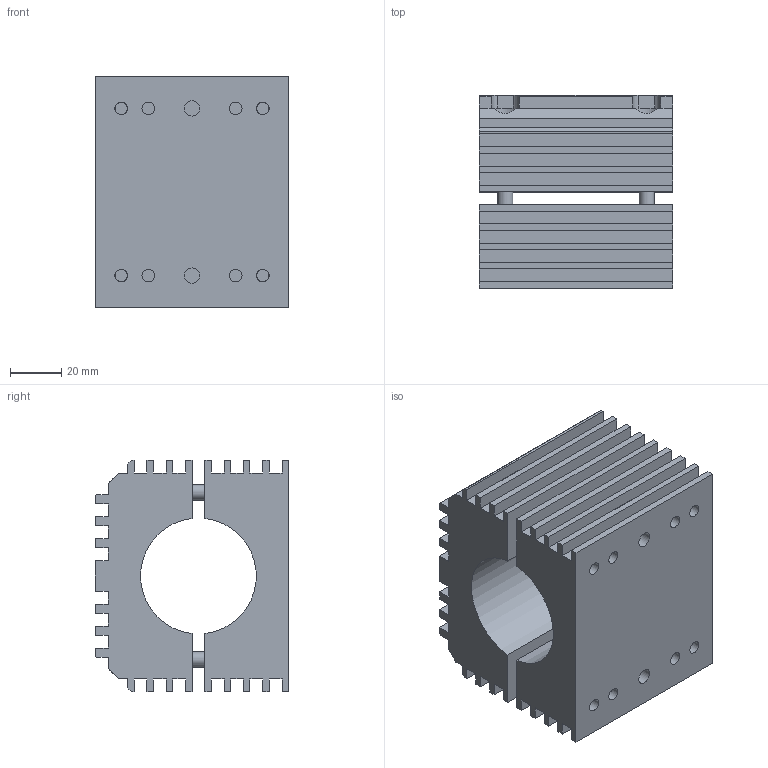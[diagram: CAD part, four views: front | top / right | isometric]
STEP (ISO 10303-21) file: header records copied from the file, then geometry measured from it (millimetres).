
FILE_DESCRIPTION(/* description */ ('Fußflansch Ø45'),/* implementation_level */ '2;1');
FILE_NAME(/* name */ '60082555_Fuflansch 45.stp',/* time_stamp */ '2026-01-30T13:34:27+01:00',/* author */ ('DSteinicke'),/* organization */ (''),/* preprocessor_version */ 'ST-DEVELOPER v20',/* originating_system */ 'Autodesk Inventor 2024',/* authorisation */ '');
FILE_SCHEMA (('AUTOMOTIVE_DESIGN { 1 0 10303 214 3 1 1 }'));
Length unit declared in the file: millimetre
Products named in the file (1): 60082555
Bounding box: 75 x 75 x 90 mm (x, y, z)
Volume: 304158.7 mm3; surface area: 73208.3 mm2
Topology: 1 solids, 1 shells, 208 faces, 576 edges, 384 vertices
Faces by surface type: plane 168, cylinder 28, cone 8, torus 4
Full cylindrical faces by diameter (mm): 4.917 x8, 6 x6, 6.6 x4, 10 x4, 11 x4
Entity records: 6863 total; most frequent: CARTESIAN_POINT 1221, ORIENTED_EDGE 1144, DIRECTION 1070, EDGE_CURVE 572, LINE 436, VECTOR 436, VERTEX_POINT 384, AXIS2_PLACEMENT_3D 317
